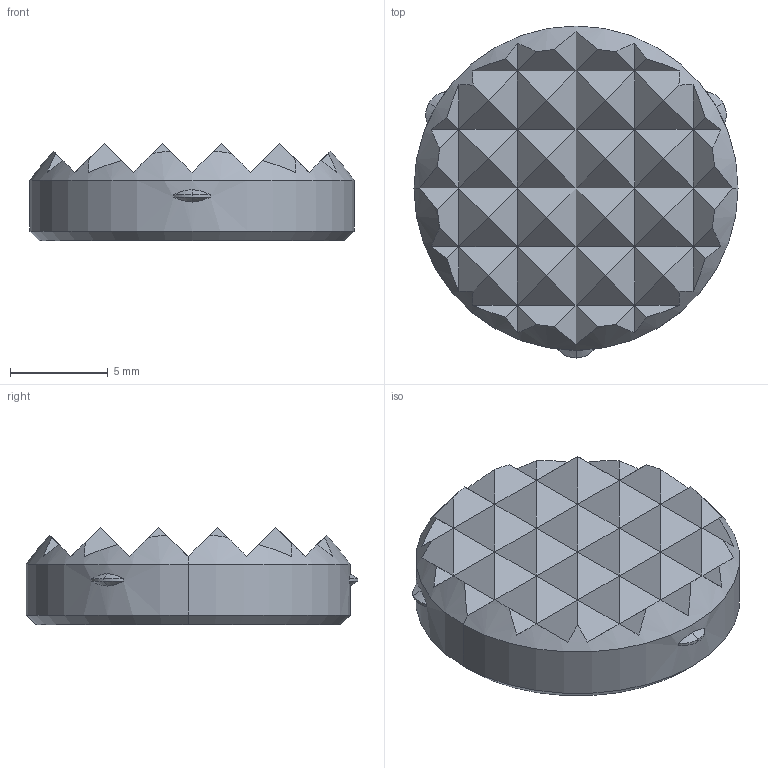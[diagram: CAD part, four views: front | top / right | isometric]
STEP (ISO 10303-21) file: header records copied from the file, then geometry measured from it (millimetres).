
FILE_DESCRIPTION(('STEP AP214'),'1');
FILE_NAME('HALDERN_EH_22620_0615.stp','2017-07-04T09:14:42',('TraceParts'),('TraceParts S.A.'),'Spatial InterOp 3D',' ',' ');
FILE_SCHEMA(('automotive_design'));
Length unit declared in the file: millimetre
Products named in the file (1): HALDERN_EH_22620_0615
Bounding box: 16.6 x 17 x 5 mm (x, y, z)
Volume: 840.9 mm3; surface area: 679.2 mm2
Topology: 1 solids, 1 shells, 129 faces, 239 edges, 115 vertices
Faces by surface type: plane 105, cone 16, cylinder 8
Entity records: 3120 total; most frequent: CARTESIAN_POINT 598, DIRECTION 553, ORIENTED_EDGE 478, EDGE_CURVE 239, AXIS2_PLACEMENT_3D 196, LINE 161, VECTOR 161, EDGE_LOOP 132
